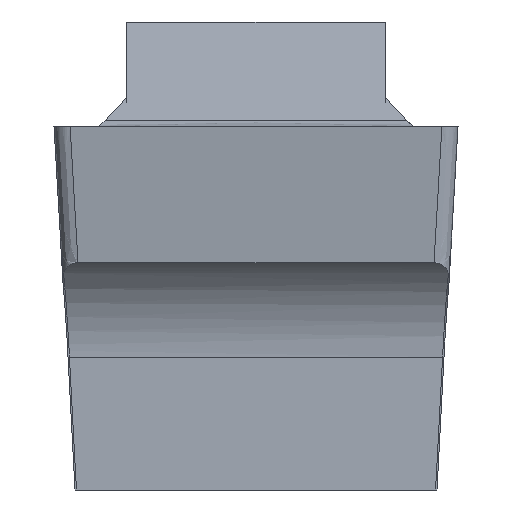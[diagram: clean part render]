
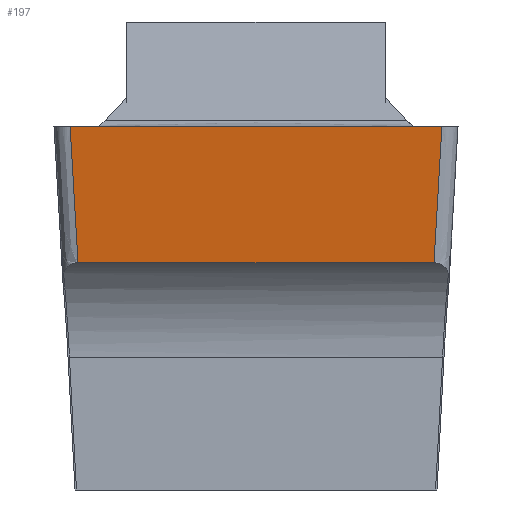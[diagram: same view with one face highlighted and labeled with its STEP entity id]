
A CAD part, front view. The second image highlights one B-rep face of the part: STEP entity #197.
In plain terms, the highlighted planar face has unit normal (0, -0.993, -0.122).
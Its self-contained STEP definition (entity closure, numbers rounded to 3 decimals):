
#51=PLANE('',#740);
#61=LINE('',#1303,#115);
#106=LINE('',#1554,#161);
#115=VECTOR('',#756,1.);
#161=VECTOR('',#826,1.);
#197=ADVANCED_FACE('SIDE_FP_AN_SU1',(#245),#51,.F.);
#245=FACE_OUTER_BOUND('',#281,.T.);
#281=EDGE_LOOP('',(#473,#474,#475,#476));
#312=B_SPLINE_CURVE_WITH_KNOTS('',3,(#1600,#1601,#1602,#1603),
 .UNSPECIFIED.,.F.,.F.,(4,4),(0.,1.),.UNSPECIFIED.);
#313=B_SPLINE_CURVE_WITH_KNOTS('',3,(#1616,#1617,#1618,#1619),
 .UNSPECIFIED.,.F.,.F.,(4,4),(0.,1.),.UNSPECIFIED.);
#473=ORIENTED_EDGE('',*,*,#670,.T.);
#474=ORIENTED_EDGE('',*,*,#659,.F.);
#475=ORIENTED_EDGE('',*,*,#671,.T.);
#476=ORIENTED_EDGE('',*,*,#600,.F.);
#533=VERTEX_POINT('',#1302);
#534=VERTEX_POINT('',#1304);
#572=VERTEX_POINT('',#1553);
#573=VERTEX_POINT('',#1555);
#600=EDGE_CURVE('',#533,#534,#61,.T.);
#659=EDGE_CURVE('',#572,#573,#106,.T.);
#670=EDGE_CURVE('',#533,#573,#312,.T.);
#671=EDGE_CURVE('',#572,#534,#313,.T.);
#740=AXIS2_PLACEMENT_3D('',#1636,#840,#841);
#756=DIRECTION('',(-1.,0.,0.));
#826=DIRECTION('',(1.,0.,0.));
#840=DIRECTION('',(0.,0.993,0.122));
#841=DIRECTION('',(1.,0.,0.));
#1302=CARTESIAN_POINT('',(2.203,-12.901,-1.683));
#1303=CARTESIAN_POINT('',(5.,-12.901,-1.683));
#1304=CARTESIAN_POINT('',(-2.203,-12.901,-1.683));
#1553=CARTESIAN_POINT('',(-2.3,-13.107,0.));
#1554=CARTESIAN_POINT('',(-17.3,-13.107,0.));
#1555=CARTESIAN_POINT('',(2.3,-13.107,0.));
#1600=CARTESIAN_POINT('',(2.203,-12.901,-1.683));
#1601=CARTESIAN_POINT('',(2.235,-12.97,-1.122));
#1602=CARTESIAN_POINT('',(2.268,-13.038,-0.561));
#1603=CARTESIAN_POINT('',(2.3,-13.107,0.));
#1616=CARTESIAN_POINT('',(-2.3,-13.107,0.));
#1617=CARTESIAN_POINT('',(-2.268,-13.038,-0.561));
#1618=CARTESIAN_POINT('',(-2.235,-12.97,-1.122));
#1619=CARTESIAN_POINT('',(-2.203,-12.901,-1.683));
#1636=CARTESIAN_POINT('',(0.,-13.107,0.));
